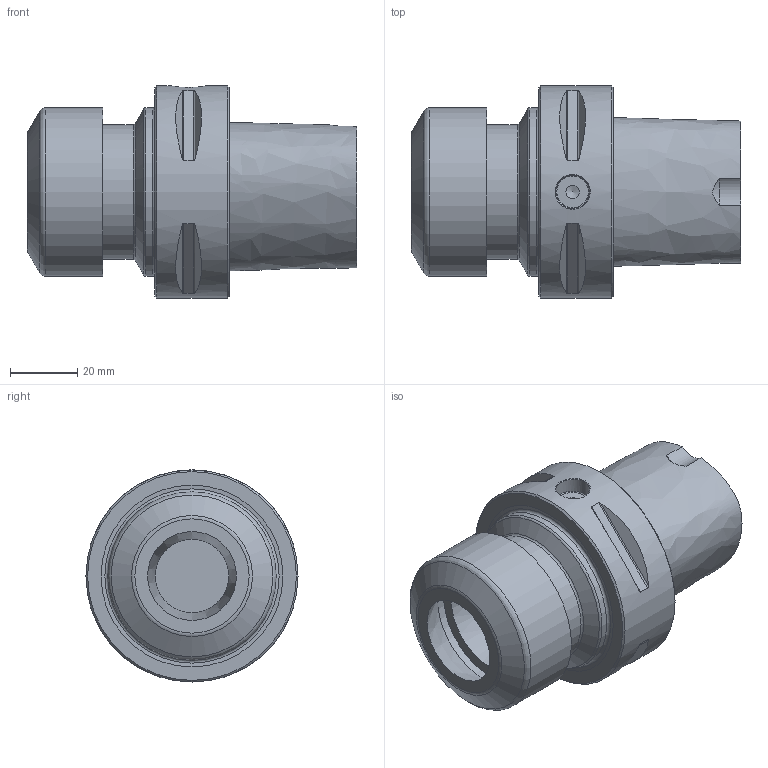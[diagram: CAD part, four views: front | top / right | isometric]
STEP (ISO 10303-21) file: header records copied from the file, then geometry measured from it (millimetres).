
FILE_DESCRIPTION(/* description */ (''),/* implementation_level */ '2;1');
FILE_NAME(/* name */ 'AC6-ER-32-060.stp',/* time_stamp */ '2024-12-17T16:56:47+03:00',/* author */ (''),/* organization */ (''),/* preprocessor_version */ 'ST-DEVELOPER v19.4',/* originating_system */ 'SIEMENS PLM Software NX2306.9102',/* authorisation */ '');
FILE_SCHEMA (('AUTOMOTIVE_DESIGN { 1 0 10303 214 3 1 1 1 }'));
Length unit declared in the file: millimetre
Products named in the file (1): AC6-ER-32-060-Light Step-Dxf_objects
Bounding box: 98 x 63 x 63 mm (x, y, z)
Volume: 153419.9 mm3; surface area: 26857.1 mm2
Topology: 1 solids, 1 shells, 53 faces, 114 edges, 72 vertices
Faces by surface type: plane 20, cylinder 16, cone 9, torus 6, bspline 2
Full cylindrical faces by diameter (mm): 4 x1, 10 x1, 38.5 x1, 40 x1, 50 x2, 63 x1
Entity records: 2045 total; most frequent: CARTESIAN_POINT 1009, DIRECTION 202, ORIENTED_EDGE 166, AXIS2_PLACEMENT_3D 89, EDGE_LOOP 86, EDGE_CURVE 83, VERTEX_POINT 66, FACE_BOUND 63
